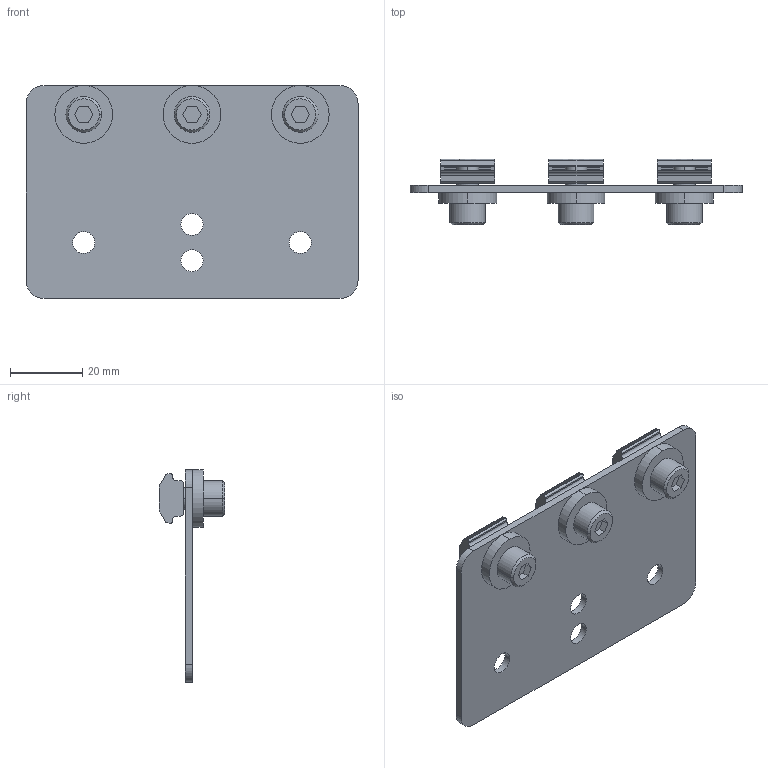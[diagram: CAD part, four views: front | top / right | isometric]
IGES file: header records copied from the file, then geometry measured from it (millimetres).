
Start section: 3D InterOp IGES (v. 2019 1.0.1), Spatial Corp. Copyright (c) 1999-2017.
Global section: file name: GS44.igs; native system: Spatial Corp.; preprocessor: 3D InterOp GENERIC/IGES 3.0; author: Noname; organization: Noname; date: 20211227.152558; units: millimetre
Bounding box: 92 x 18.12 x 59 mm (x, y, z)
Surface area: 16890.9 mm2 (no closed solid volume)
Topology: 0 solids, 0 shells, 168 faces, 858 edges, 858 vertices
Faces by surface type: revolution 87, extrusion 81
